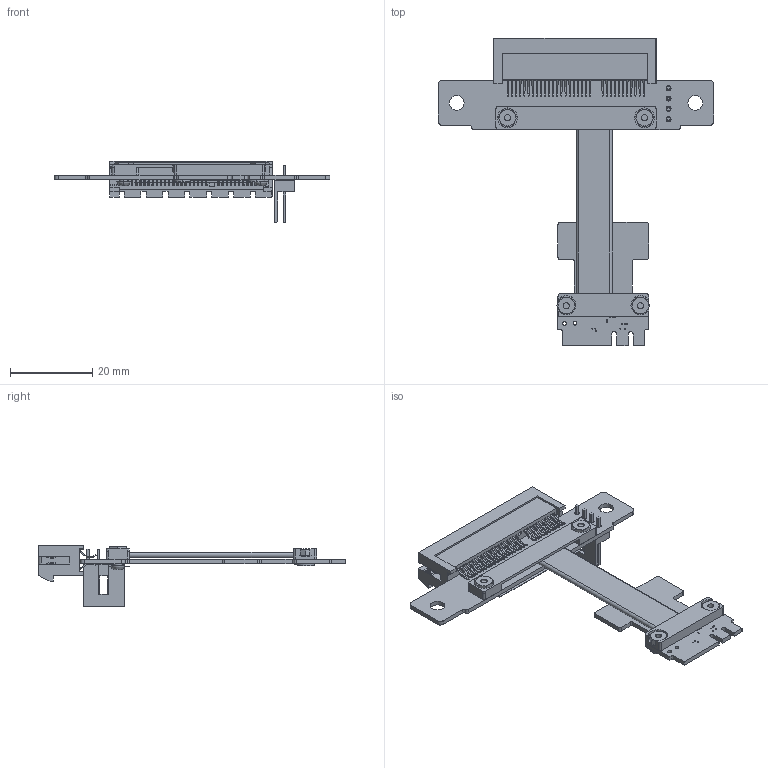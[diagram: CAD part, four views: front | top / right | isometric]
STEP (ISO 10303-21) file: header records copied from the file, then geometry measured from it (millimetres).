
FILE_DESCRIPTION(('Open CASCADE Model'),'2;1');
FILE_NAME('Open CASCADE Shape Model','2020-03-21T02:36:17',('Author'),( 'Open CASCADE'),'Open CASCADE STEP processor 6.8','Open CASCADE 6.8' ,'Unknown');
FILE_SCHEMA(('AUTOMOTIVE_DESIGN { 1 0 10303 214 1 1 1 1 }'));
Length unit declared in the file: millimetre
Products named in the file (41): PCB; Board; Open CASCADE STEP translator 6.8 4.1.1; AAA-PCI-4×_3D_RGB4404530; Free-Models; cable13pin-43n-20161231_RGB4078660; G0033_RGB9411503; RP22S-PAD; Tape28x5_RGB0; Hexagon_nut_ISO_4032_(DIN_934)_-_M2_RGB9411503; 4P_power_c-171825-4-y-3d_RGB12967653; Tape14x5_RGB0; RP55S-PAD; G0030_RGB9411503
Assembly tree (45 placements, depth 3):
  PCB
    Board
      Open CASCADE STEP translator 6.8 4.1.1
    (unnamed)
      AAA-PCI-4×_3D_RGB4404530
    Free-Models
      cable13pin-43n-20161231_RGB4078660
      cable13pin-43n-20161231_RGB4078660
      cable13pin-43n-20161231_RGB4078660
      cable13pin-43n-20161231_RGB4078660
      cable13pin-43n-20161231_RGB4078660
      cable13pin-43n-20161231_RGB4078660
      cable13pin-43n-20161231_RGB4078660
      cable13pin-43n-20161231_RGB4078660
      cable13pin-43n-20161231_RGB4078660
      cable13pin-43n-20161231_RGB4078660
      cable13pin-43n-20161231_RGB4078660
      cable13pin-43n-20161231_RGB4078660
      cable13pin-43n-20161231_RGB4078660
      cable13pin-43n-20161231_RGB4078660
      cable13pin-43n-20161231_RGB4078660
      cable13pin-43n-20161231_RGB4078660
      cable13pin-43n-20161231_RGB4078660
      cable13pin-43n-20161231_RGB4078660
      cable13pin-43n-20161231_RGB4078660
      cable13pin-43n-20161231_RGB4078660
      cable13pin-43n-20161231_RGB4078660
      cable13pin-43n-20161231_RGB4078660
      cable13pin-43n-20161231_RGB4078660
      cable13pin-43n-20161231_RGB4078660
      cable13pin-43n-20161231_RGB4078660
      cable13pin-43n-20161231_RGB4078660
      cable13pin-43n-20161231_RGB4078660
      G0033_RGB9411503  x2
      RP22S-PAD
      Tape28x5_RGB0
      Hexagon_nut_ISO_4032_(DIN_934)_-_M2_RGB9411503  x4
      4P_power_c-171825-4-y-3d_RGB12967653
      Tape14x5_RGB0
      RP55S-PAD
      G0030_RGB9411503  x2
Bounding box: 67.05 x 74.83 x 14.97 mm (x, y, z)
Volume: 5009.6 mm3; surface area: 10126.6 mm2
Topology: 42 solids, 42 shells, 3485 faces, 8635 edges, 5326 vertices
Faces by surface type: plane 1892, cylinder 1111, bspline 404, cone 48, torus 26, revolution 4
Full cylindrical faces by diameter (mm): 0.254 x16, 0.4 x65, 0.6 x60, 0.9 x2, 1.2 x4, 2.2 x7, 2.216 x1, 3.6 x2, 4.8 x2
Entity records: 133341 total; most frequent: CARTESIAN_POINT 26313, ORIENTED_EDGE 16670, DIRECTION 14314, EDGE_CURVE 8335, LINE 5864, VECTOR 5864, VERTEX_POINT 5139, AXIS2_PLACEMENT_3D 4224
